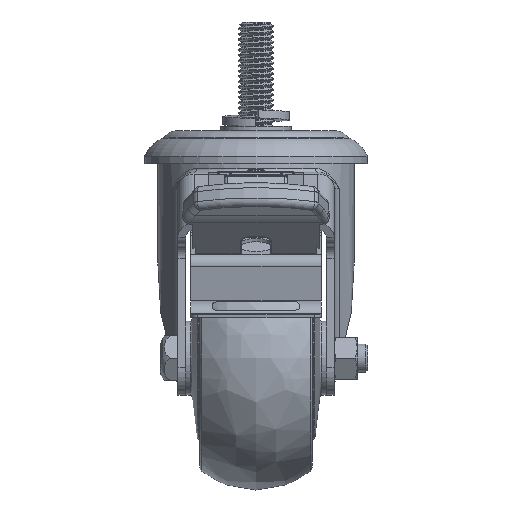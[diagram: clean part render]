
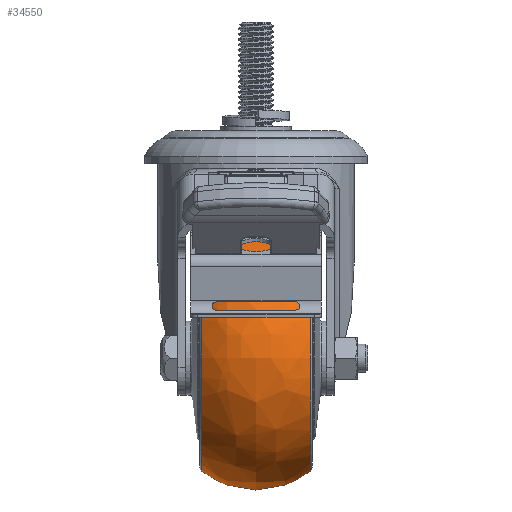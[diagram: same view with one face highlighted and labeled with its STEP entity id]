
A CAD part, front view. The second image highlights one B-rep face of the part: STEP entity #34550.
In plain terms, the highlighted free-form (B-spline) face has degree [2, 2] with [3, 9] control points.
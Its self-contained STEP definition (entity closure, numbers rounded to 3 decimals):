
#153=(
BOUNDED_SURFACE()
B_SPLINE_SURFACE(2,2,((#79031,#79032,#79033,#79034,#79035,#79036,#79037,
#79038,#79039),(#79040,#79041,#79042,#79043,#79044,#79045,#79046,#79047,
#79048),(#79049,#79050,#79051,#79052,#79053,#79054,#79055,#79056,#79057)),
 .UNSPECIFIED.,.F.,.T.,.F.)
B_SPLINE_SURFACE_WITH_KNOTS((3,3),(3,2,2,2,3),(-0.665,0.665),
(-3.142,-1.571,0.,1.571,3.142),
 .UNSPECIFIED.)
GEOMETRIC_REPRESENTATION_ITEM()
RATIONAL_B_SPLINE_SURFACE(((1.,0.707,1.,0.707,1.,
0.707,1.,0.707,1.),(0.787,0.556,
0.787,0.556,0.787,0.556,
0.787,0.556,0.787),(1.,0.707,
1.,0.707,1.,0.707,1.,0.707,1.)))
REPRESENTATION_ITEM('')
SURFACE()
);
#10891=FACE_OUTER_BOUND('',#13021,.T.);
#13021=EDGE_LOOP('',(#32112,#32113,#32114,#32115));
#14152=CIRCLE('',#37491,32.174);
#14153=CIRCLE('',#37492,25.);
#14154=CIRCLE('',#37493,32.174);
#17362=VERTEX_POINT('',#79058);
#17363=VERTEX_POINT('',#79060);
#22304=EDGE_CURVE('',#17362,#17362,#14152,.T.);
#22305=EDGE_CURVE('',#17362,#17363,#14153,.T.);
#22306=EDGE_CURVE('',#17363,#17363,#14154,.T.);
#32112=ORIENTED_EDGE('',*,*,#22304,.F.);
#32113=ORIENTED_EDGE('',*,*,#22305,.T.);
#32114=ORIENTED_EDGE('',*,*,#22306,.T.);
#32115=ORIENTED_EDGE('',*,*,#22305,.F.);
#34550=ADVANCED_FACE('',(#10891),#153,.F.);
#37491=AXIS2_PLACEMENT_3D('',#79059,#45769,#45770);
#37492=AXIS2_PLACEMENT_3D('',#79061,#45771,#45772);
#37493=AXIS2_PLACEMENT_3D('',#79062,#45773,#45774);
#45769=DIRECTION('center_axis',(0.,1.,0.));
#45770=DIRECTION('ref_axis',(0.,0.,1.));
#45771=DIRECTION('center_axis',(-1.,0.,0.));
#45772=DIRECTION('ref_axis',(0.,0.,-1.));
#45773=DIRECTION('center_axis',(0.,1.,0.));
#45774=DIRECTION('ref_axis',(0.,0.,1.));
#79031=CARTESIAN_POINT('Ctrl Pts',(0.,-15.426,-32.174));
#79032=CARTESIAN_POINT('Ctrl Pts',(-32.174,-15.426,
-32.174));
#79033=CARTESIAN_POINT('Ctrl Pts',(-32.174,-15.426,
0.));
#79034=CARTESIAN_POINT('Ctrl Pts',(-32.174,-15.426,
32.174));
#79035=CARTESIAN_POINT('Ctrl Pts',(0.,-15.426,32.174));
#79036=CARTESIAN_POINT('Ctrl Pts',(32.174,-15.426,32.174));
#79037=CARTESIAN_POINT('Ctrl Pts',(32.174,-15.426,0.));
#79038=CARTESIAN_POINT('Ctrl Pts',(32.174,-15.426,-32.174));
#79039=CARTESIAN_POINT('Ctrl Pts',(0.,-15.426,-32.174));
#79040=CARTESIAN_POINT('Ctrl Pts',(0.,0.,-44.268));
#79041=CARTESIAN_POINT('Ctrl Pts',(-44.268,0.,
-44.268));
#79042=CARTESIAN_POINT('Ctrl Pts',(-44.268,0.,
0.));
#79043=CARTESIAN_POINT('Ctrl Pts',(-44.268,0.,
44.268));
#79044=CARTESIAN_POINT('Ctrl Pts',(0.,0.,44.268));
#79045=CARTESIAN_POINT('Ctrl Pts',(44.268,0.,
44.268));
#79046=CARTESIAN_POINT('Ctrl Pts',(44.268,0.,
0.));
#79047=CARTESIAN_POINT('Ctrl Pts',(44.268,0.,
-44.268));
#79048=CARTESIAN_POINT('Ctrl Pts',(0.,0.,-44.268));
#79049=CARTESIAN_POINT('Ctrl Pts',(0.,15.426,-32.174));
#79050=CARTESIAN_POINT('Ctrl Pts',(-32.174,15.426,-32.174));
#79051=CARTESIAN_POINT('Ctrl Pts',(-32.174,15.426,0.));
#79052=CARTESIAN_POINT('Ctrl Pts',(-32.174,15.426,32.174));
#79053=CARTESIAN_POINT('Ctrl Pts',(0.,15.426,32.174));
#79054=CARTESIAN_POINT('Ctrl Pts',(32.174,15.426,32.174));
#79055=CARTESIAN_POINT('Ctrl Pts',(32.174,15.426,0.));
#79056=CARTESIAN_POINT('Ctrl Pts',(32.174,15.426,-32.174));
#79057=CARTESIAN_POINT('Ctrl Pts',(0.,15.426,-32.174));
#79058=CARTESIAN_POINT('',(0.,15.426,-32.174));
#79059=CARTESIAN_POINT('Origin',(0.,15.426,0.));
#79060=CARTESIAN_POINT('',(0.,-15.426,-32.174));
#79061=CARTESIAN_POINT('Origin',(0.,0.,
-12.5));
#79062=CARTESIAN_POINT('Origin',(0.,-15.426,0.));
